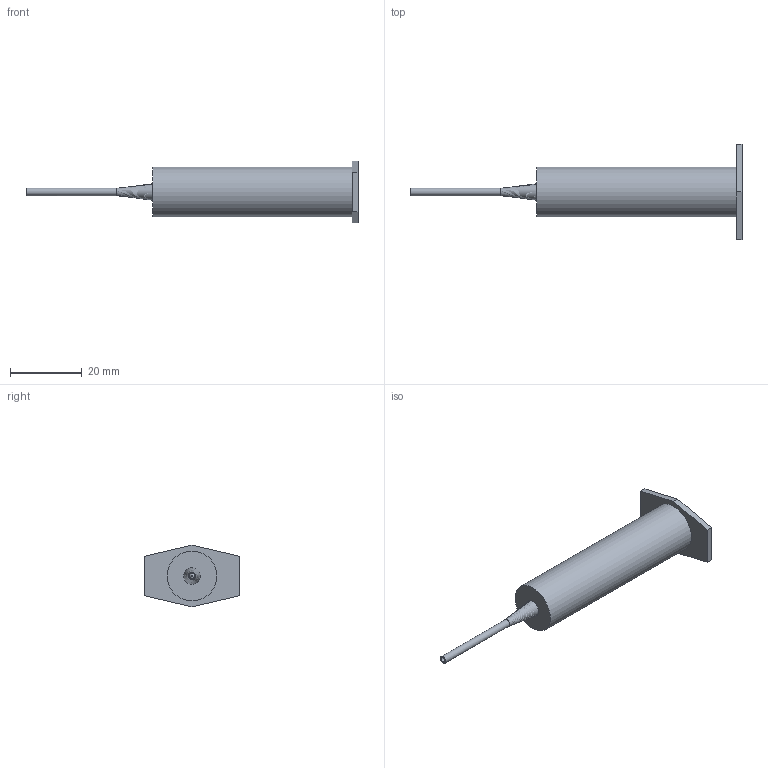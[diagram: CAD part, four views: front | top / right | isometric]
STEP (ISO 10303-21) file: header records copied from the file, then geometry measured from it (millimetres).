
FILE_DESCRIPTION(/* description */ (''),/* implementation_level */ '2;1');
FILE_NAME(/* name */ 'FullSyringe_v5.step',/* time_stamp */ '2025-04-08T13:44:36-04:00',/* author */ (''),/* organization */ (''),/* preprocessor_version */ 'ST-DEVELOPER v20.1',/* originating_system */ 'Autodesk Translation Framework v14.4.0.0',/* authorisation */ '');
FILE_SCHEMA (('AUTOMOTIVE_DESIGN { 1 0 10303 214 3 1 1 }'));
Length unit declared in the file: centimetre
Products named in the file (4): FullSyringe; Part4; Part6; Component7
Assembly tree (3 placements, depth 2):
  FullSyringe
    Part4
    Part6
    Component7
Bounding box: 92.4 x 26.5 x 17.15 mm (x, y, z)
Volume: 2853.2 mm3; surface area: 5855.5 mm2
Topology: 3 solids, 3 shells, 23 faces, 50 edges, 33 vertices
Faces by surface type: plane 13, cylinder 5, bspline 4, sphere 1
Full cylindrical faces by diameter (mm): 0.46 x1, 1.457 x1, 2.1 x1, 12 x1, 13.88 x1
Entity records: 879 total; most frequent: CARTESIAN_POINT 251, DIRECTION 119, ORIENTED_EDGE 96, EDGE_CURVE 48, AXIS2_PLACEMENT_3D 48, VERTEX_POINT 33, EDGE_LOOP 27, LINE 23
